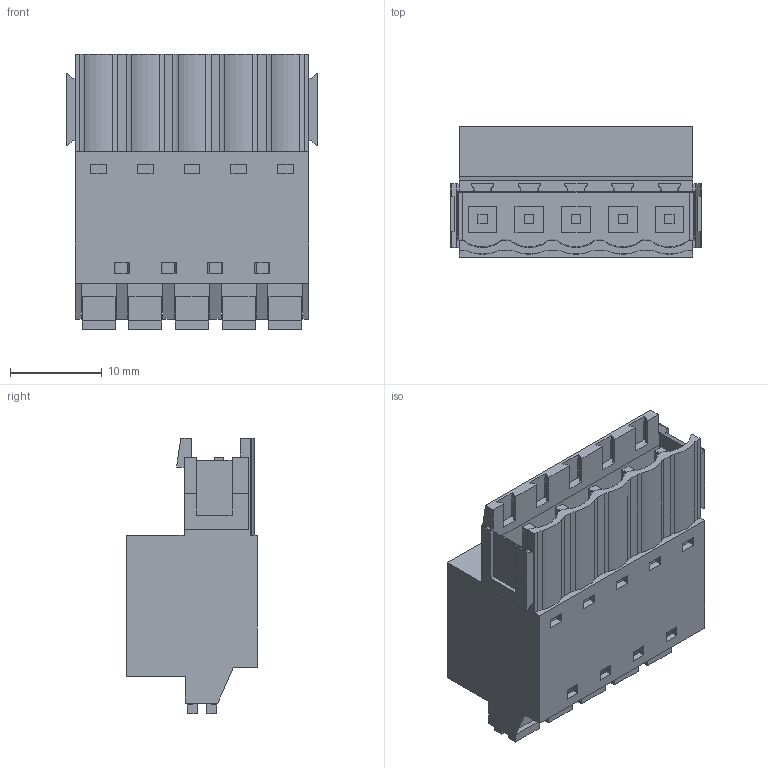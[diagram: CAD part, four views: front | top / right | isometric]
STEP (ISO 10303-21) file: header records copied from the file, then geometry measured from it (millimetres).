
FILE_DESCRIPTION(('CATIA V5 STEP Exchange','CAx-IF Rec.Pracs.--- Model Styling and Organization---1.4--- 2014-01-23'),'2;1');
FILE_NAME ('D1521763_0_1335470000_1335470000.stp','2021-09-20T08:46:11+00:00',('none'),('Weidmueller'),'CATIA Version 5-6 Release 2016 SP3 HF44','CATIA V5 STEP AP214','none');
FILE_SCHEMA(('AUTOMOTIVE_DESIGN { 1 0 10303 214 1 1 1 1 }'));
Length unit declared in the file: millimetre
Products named in the file (1): 1335470000
Bounding box: 27.35 x 14.2 x 29.93 mm (x, y, z)
Volume: 5683.6 mm3; surface area: 5369.6 mm2
Topology: 11 solids, 11 shells, 523 faces, 1392 edges, 914 vertices
Faces by surface type: plane 468, cylinder 45, extrusion 10
Entity records: 15498 total; most frequent: CARTESIAN_POINT 3213, ORIENTED_EDGE 2784, DIRECTION 2022, EDGE_CURVE 1392, VECTOR 1295, LINE 1285, VERTEX_POINT 914, EDGE_LOOP 572
